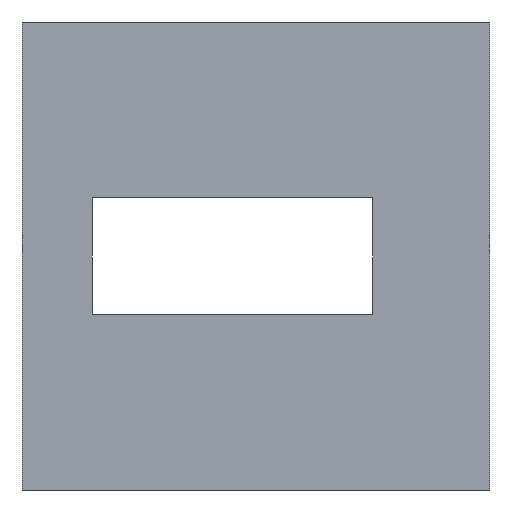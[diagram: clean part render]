
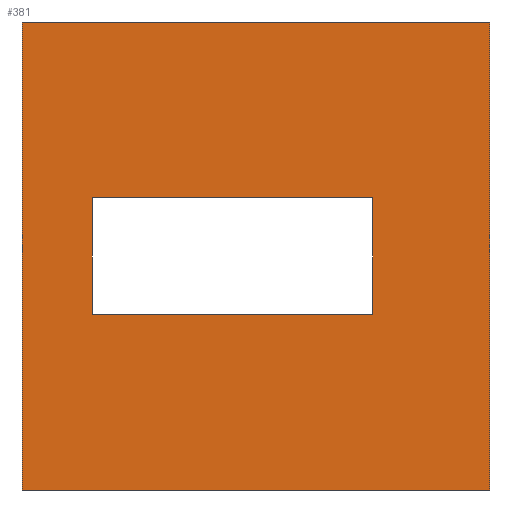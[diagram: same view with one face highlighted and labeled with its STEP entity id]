
A CAD part, left-side view. The second image highlights one B-rep face of the part: STEP entity #381.
In plain terms, the highlighted planar face has unit normal (-1, 0, 0).
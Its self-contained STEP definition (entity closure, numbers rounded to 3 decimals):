
#17=FACE_BOUND('',#58,.T.);
#35=FACE_OUTER_BOUND('',#57,.T.);
#57=EDGE_LOOP('',(#318,#319,#320,#321));
#58=EDGE_LOOP('',(#322,#323,#324,#325));
#77=LINE('',#551,#127);
#81=LINE('',#558,#131);
#84=LINE('',#564,#134);
#86=LINE('',#567,#136);
#99=LINE('',#595,#149);
#107=LINE('',#608,#157);
#108=LINE('',#611,#158);
#109=LINE('',#612,#159);
#127=VECTOR('',#451,10.);
#131=VECTOR('',#457,10.);
#134=VECTOR('',#462,10.);
#136=VECTOR('',#466,10.);
#149=VECTOR('',#489,10.);
#157=VECTOR('',#503,10.);
#158=VECTOR('',#506,10.);
#159=VECTOR('',#507,10.);
#175=VERTEX_POINT('',#548);
#176=VERTEX_POINT('',#550);
#178=VERTEX_POINT('',#556);
#180=VERTEX_POINT('',#562);
#189=VERTEX_POINT('',#593);
#190=VERTEX_POINT('',#594);
#191=VERTEX_POINT('',#604);
#193=VERTEX_POINT('',#610);
#209=EDGE_CURVE('',#176,#175,#77,.T.);
#213=EDGE_CURVE('',#175,#178,#81,.T.);
#216=EDGE_CURVE('',#178,#180,#84,.T.);
#218=EDGE_CURVE('',#180,#176,#86,.T.);
#231=EDGE_CURVE('',#189,#190,#99,.T.);
#239=EDGE_CURVE('',#191,#189,#107,.T.);
#240=EDGE_CURVE('',#193,#191,#108,.T.);
#241=EDGE_CURVE('',#193,#190,#109,.T.);
#318=ORIENTED_EDGE('',*,*,#240,.T.);
#319=ORIENTED_EDGE('',*,*,#239,.T.);
#320=ORIENTED_EDGE('',*,*,#231,.T.);
#321=ORIENTED_EDGE('',*,*,#241,.F.);
#322=ORIENTED_EDGE('',*,*,#209,.T.);
#323=ORIENTED_EDGE('',*,*,#213,.T.);
#324=ORIENTED_EDGE('',*,*,#216,.T.);
#325=ORIENTED_EDGE('',*,*,#218,.T.);
#361=PLANE('',#421);
#381=ADVANCED_FACE('',(#35,#17),#361,.T.);
#421=AXIS2_PLACEMENT_3D('',#609,#504,#505);
#451=DIRECTION('',(0.,1.,0.));
#457=DIRECTION('',(0.,0.,1.));
#462=DIRECTION('',(0.,-1.,0.));
#466=DIRECTION('',(0.,0.,-1.));
#489=DIRECTION('',(0.,0.,-1.));
#503=DIRECTION('',(0.,1.,0.));
#504=DIRECTION('center_axis',(-1.,0.,0.));
#505=DIRECTION('ref_axis',(0.,0.,1.));
#506=DIRECTION('',(0.,0.,1.));
#507=DIRECTION('',(0.,1.,0.));
#548=CARTESIAN_POINT('',(-3.993,17.,-9.057));
#550=CARTESIAN_POINT('',(-3.993,5.,-9.057));
#551=CARTESIAN_POINT('',(-3.993,8.5,-9.057));
#556=CARTESIAN_POINT('',(-3.993,17.,-4.057));
#558=CARTESIAN_POINT('',(-3.993,17.,-10.307));
#562=CARTESIAN_POINT('',(-3.993,5.,-4.057));
#564=CARTESIAN_POINT('',(-3.993,2.5,-4.057));
#567=CARTESIAN_POINT('',(-3.993,5.,-12.807));
#593=CARTESIAN_POINT('',(-3.993,20.,3.443));
#594=CARTESIAN_POINT('',(-3.993,20.,-16.557));
#595=CARTESIAN_POINT('',(-3.993,20.,3.443));
#604=CARTESIAN_POINT('',(-3.993,0.,3.443));
#608=CARTESIAN_POINT('',(-3.993,0.,3.443));
#609=CARTESIAN_POINT('Origin',(-3.993,0.,-16.557));
#610=CARTESIAN_POINT('',(-3.993,0.,-16.557));
#611=CARTESIAN_POINT('',(-3.993,0.,-16.557));
#612=CARTESIAN_POINT('',(-3.993,0.,-16.557));
